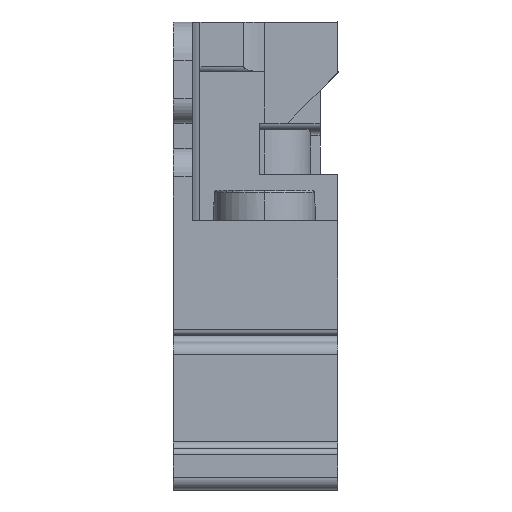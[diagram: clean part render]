
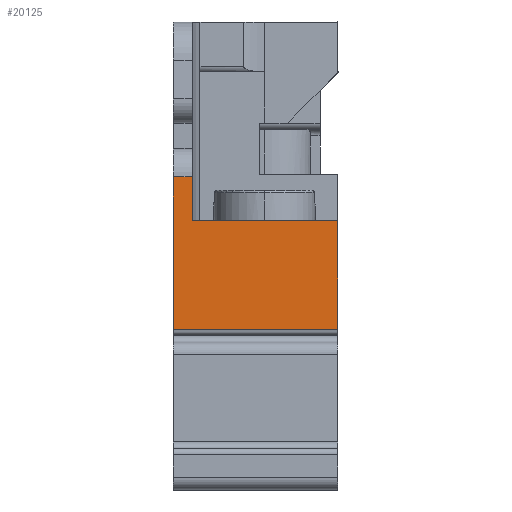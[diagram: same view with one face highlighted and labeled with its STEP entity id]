
A CAD part, left-side view. The second image highlights one B-rep face of the part: STEP entity #20125.
In plain terms, the highlighted planar face has unit normal (-1, 0, 0).
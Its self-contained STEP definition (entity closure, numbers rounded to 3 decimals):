
#634 = DIRECTION ( 'NONE',  ( 1., 0., 0. ) ) ;
#691 = LINE ( 'NONE', #2969, #7687 ) ;
#976 = VERTEX_POINT ( 'NONE', #8446 ) ;
#1163 = ORIENTED_EDGE ( 'NONE', *, *, #19501, .T. ) ;
#1187 = VERTEX_POINT ( 'NONE', #17096 ) ;
#1868 = LINE ( 'NONE', #21105, #6271 ) ;
#1879 = VECTOR ( 'NONE', #18229, 1000. ) ;
#2084 = AXIS2_PLACEMENT_3D ( 'NONE', #17913, #634, #19903 ) ;
#2969 = CARTESIAN_POINT ( 'NONE',  ( -38.85, 13., 6.1 ) ) ;
#3886 = DIRECTION ( 'NONE',  ( 0., -1., 0. ) ) ;
#3907 = LINE ( 'NONE', #13276, #12276 ) ;
#4217 = VERTEX_POINT ( 'NONE', #8082 ) ;
#4426 = FACE_OUTER_BOUND ( 'NONE', #16881, .T. ) ;
#4832 = ORIENTED_EDGE ( 'NONE', *, *, #18336, .F. ) ;
#5556 = VERTEX_POINT ( 'NONE', #14295 ) ;
#6023 = CARTESIAN_POINT ( 'NONE',  ( -38.85, 11.5, 18.15 ) ) ;
#6245 = VECTOR ( 'NONE', #23208, 1000. ) ;
#6271 = VECTOR ( 'NONE', #3886, 1000. ) ;
#6427 = ORIENTED_EDGE ( 'NONE', *, *, #23807, .T. ) ;
#6829 = LINE ( 'NONE', #8756, #18340 ) ;
#7126 = ORIENTED_EDGE ( 'NONE', *, *, #17496, .F. ) ;
#7687 = VECTOR ( 'NONE', #14333, 1000. ) ;
#8082 = CARTESIAN_POINT ( 'NONE',  ( -38.85, 0., 6.1 ) ) ;
#8446 = CARTESIAN_POINT ( 'NONE',  ( -38.85, 13., 6.1 ) ) ;
#8756 = CARTESIAN_POINT ( 'NONE',  ( -38.85, 13., 18.15 ) ) ;
#8814 = LINE ( 'NONE', #20342, #1879 ) ;
#9327 = VERTEX_POINT ( 'NONE', #6023 ) ;
#9655 = LINE ( 'NONE', #24873, #6245 ) ;
#10547 = ORIENTED_EDGE ( 'NONE', *, *, #13258, .F. ) ;
#11876 = VERTEX_POINT ( 'NONE', #16934 ) ;
#12276 = VECTOR ( 'NONE', #17271, 1000. ) ;
#12414 = DIRECTION ( 'NONE',  ( 0., -1., 0. ) ) ;
#13258 = EDGE_CURVE ( 'NONE', #5556, #11876, #1868, .T. ) ;
#13276 = CARTESIAN_POINT ( 'NONE',  ( -38.85, 11.5, 21.7 ) ) ;
#14295 = CARTESIAN_POINT ( 'NONE',  ( -38.85, 11.5, 14.7 ) ) ;
#14333 = DIRECTION ( 'NONE',  ( 0., -1., 0. ) ) ;
#16881 = EDGE_LOOP ( 'NONE', ( #19243, #10547, #6427, #7126, #4832, #1163 ) ) ;
#16923 = EDGE_CURVE ( 'NONE', #4217, #11876, #9655, .T. ) ;
#16934 = CARTESIAN_POINT ( 'NONE',  ( -38.85, 0., 14.7 ) ) ;
#17096 = CARTESIAN_POINT ( 'NONE',  ( -38.85, 13., 18.15 ) ) ;
#17271 = DIRECTION ( 'NONE',  ( 0., 0., 1. ) ) ;
#17496 = EDGE_CURVE ( 'NONE', #1187, #9327, #6829, .T. ) ;
#17913 = CARTESIAN_POINT ( 'NONE',  ( -38.85, 13., 21.7 ) ) ;
#18229 = DIRECTION ( 'NONE',  ( 0., 0., 1. ) ) ;
#18336 = EDGE_CURVE ( 'NONE', #976, #1187, #8814, .T. ) ;
#18340 = VECTOR ( 'NONE', #12414, 1000. ) ;
#19243 = ORIENTED_EDGE ( 'NONE', *, *, #16923, .T. ) ;
#19501 = EDGE_CURVE ( 'NONE', #976, #4217, #691, .T. ) ;
#19903 = DIRECTION ( 'NONE',  ( 0., 0., 1. ) ) ;
#20125 = ADVANCED_FACE ( 'NONE', ( #4426 ), #21769, .F. ) ;
#20342 = CARTESIAN_POINT ( 'NONE',  ( -38.85, 13., 21.2 ) ) ;
#21105 = CARTESIAN_POINT ( 'NONE',  ( -38.85, 10.9, 14.7 ) ) ;
#21769 = PLANE ( 'NONE',  #2084 ) ;
#23208 = DIRECTION ( 'NONE',  ( 0., 0., 1. ) ) ;
#23807 = EDGE_CURVE ( 'NONE', #5556, #9327, #3907, .T. ) ;
#24873 = CARTESIAN_POINT ( 'NONE',  ( -38.85, 0., 21.7 ) ) ;
